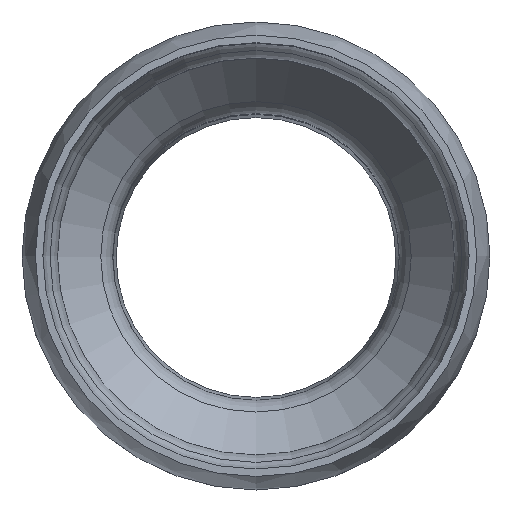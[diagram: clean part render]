
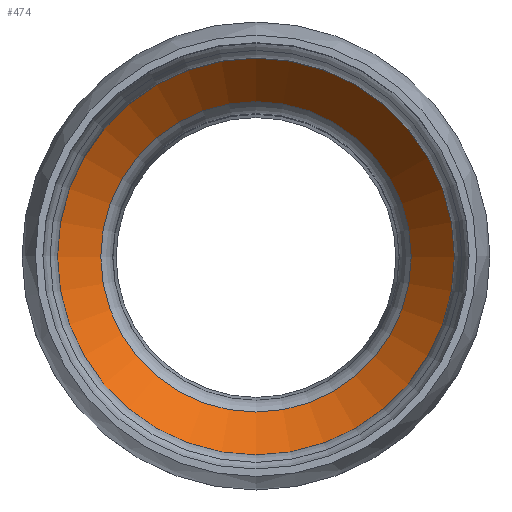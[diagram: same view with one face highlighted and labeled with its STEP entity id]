
A CAD part, top view. The second image highlights one B-rep face of the part: STEP entity #474.
In plain terms, the highlighted conical face has half-angle 40 degrees and reference radius 304 mm.
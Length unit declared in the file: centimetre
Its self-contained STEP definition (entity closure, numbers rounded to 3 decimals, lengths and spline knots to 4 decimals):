
#22=CONICAL_SURFACE('',#579,30.4,0.698);
#73=FACE_OUTER_BOUND('',#105,.T.);
#105=EDGE_LOOP('',(#396,#397,#398,#399,#400));
#157=CIRCLE('',#576,27.6056);
#158=CIRCLE('',#577,27.6056);
#160=CIRCLE('',#580,35.3);
#209=VERTEX_POINT('',#1009);
#210=VERTEX_POINT('',#1011);
#211=VERTEX_POINT('',#1016);
#273=EDGE_CURVE('',#209,#210,#157,.T.);
#274=EDGE_CURVE('',#210,#209,#158,.T.);
#276=EDGE_CURVE('',#210,#211,#498,.T.);
#277=EDGE_CURVE('',#211,#211,#160,.T.);
#396=ORIENTED_EDGE('',*,*,#273,.F.);
#397=ORIENTED_EDGE('',*,*,#274,.F.);
#398=ORIENTED_EDGE('',*,*,#276,.T.);
#399=ORIENTED_EDGE('',*,*,#277,.F.);
#400=ORIENTED_EDGE('',*,*,#276,.F.);
#474=ADVANCED_FACE('',(#73),#22,.F.);
#498=LINE('',#1017,#512);
#512=VECTOR('',#739,30.4);
#576=AXIS2_PLACEMENT_3D('',#1012,#731,#732);
#577=AXIS2_PLACEMENT_3D('',#1013,#733,#734);
#579=AXIS2_PLACEMENT_3D('',#1015,#737,#738);
#580=AXIS2_PLACEMENT_3D('',#1018,#740,#741);
#731=DIRECTION('center_axis',(0.,0.,
1.));
#732=DIRECTION('ref_axis',(1.,0.,0.));
#733=DIRECTION('center_axis',(0.,0.,
1.));
#734=DIRECTION('ref_axis',(1.,0.,0.));
#737=DIRECTION('center_axis',(0.,0.,1.));
#738=DIRECTION('ref_axis',(-1.,0.,0.));
#739=DIRECTION('',(0.643,0.,0.766));
#740=DIRECTION('center_axis',(0.,0.,-1.));
#741=DIRECTION('ref_axis',(1.,0.,0.));
#1009=CARTESIAN_POINT('',(38.8683,178.5807,-22.1698));
#1011=CARTESIAN_POINT('',(66.4739,150.9751,-22.1698));
#1012=CARTESIAN_POINT('Origin',(38.8683,150.9751,-22.1698));
#1013=CARTESIAN_POINT('Origin',(38.8683,150.9751,-22.1698));
#1015=CARTESIAN_POINT('Origin',(38.8683,150.9751,-18.8396));
#1016=CARTESIAN_POINT('',(74.1683,150.9751,-13.));
#1017=CARTESIAN_POINT('',(69.2683,150.9751,-18.8396));
#1018=CARTESIAN_POINT('Origin',(38.8683,150.9751,-13.));
